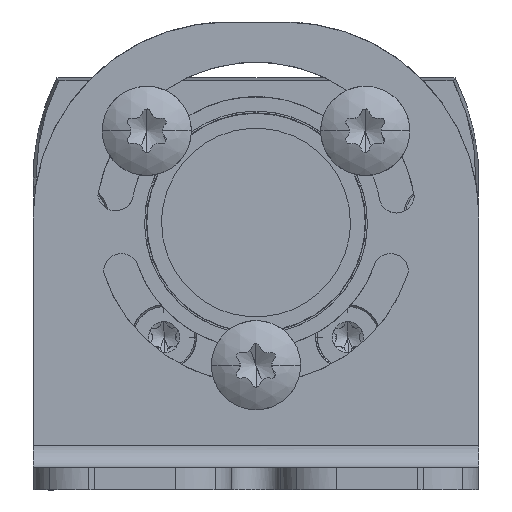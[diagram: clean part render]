
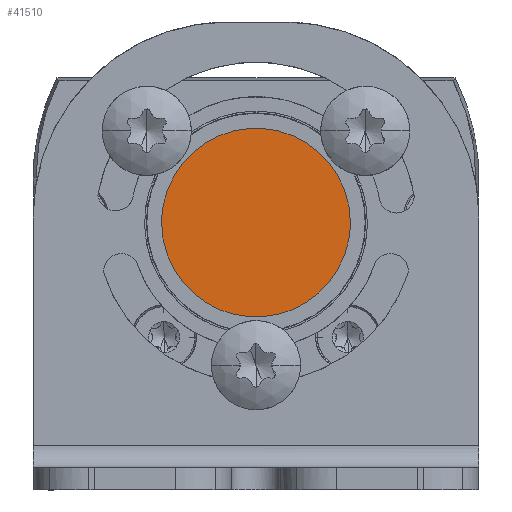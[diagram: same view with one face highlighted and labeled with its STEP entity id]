
A CAD part, front view. The second image highlights one B-rep face of the part: STEP entity #41510.
In plain terms, the highlighted planar face has unit normal (0, -1, 0).
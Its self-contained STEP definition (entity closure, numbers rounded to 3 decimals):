
#41504=AXIS2_PLACEMENT_3D('Plane Axis2P3D',#41501,#41502,#41503) ;
#39876=CARTESIAN_POINT('Control Point',(28.471,23.,24.)) ;
#39877=CARTESIAN_POINT('Control Point',(28.471,23.,24.855)) ;
#39878=CARTESIAN_POINT('Control Point',(28.363,23.,25.711)) ;
#39879=CARTESIAN_POINT('Control Point',(28.147,23.,26.548)) ;
#39880=CARTESIAN_POINT('Control Point',(27.508,23.,28.15)) ;
#39881=CARTESIAN_POINT('Control Point',(26.492,23.,29.542)) ;
#39882=CARTESIAN_POINT('Control Point',(25.897,23.,30.171)) ;
#39883=CARTESIAN_POINT('Control Point',(24.564,23.,31.263)) ;
#39884=CARTESIAN_POINT('Control Point',(23.,23.,31.99)) ;
#39885=CARTESIAN_POINT('Control Point',(22.176,23.,32.252)) ;
#39886=CARTESIAN_POINT('Control Point',(20.48,23.,32.563)) ;
#39887=CARTESIAN_POINT('Control Point',(18.76,23.,32.443)) ;
#39888=CARTESIAN_POINT('Control Point',(17.912,23.,32.274)) ;
#39889=CARTESIAN_POINT('Control Point',(16.277,23.,31.725)) ;
#39890=CARTESIAN_POINT('Control Point',(14.83,23.,30.788)) ;
#39891=CARTESIAN_POINT('Control Point',(14.17,23.,30.229)) ;
#39892=CARTESIAN_POINT('Control Point',(13.004,23.,28.958)) ;
#39893=CARTESIAN_POINT('Control Point',(12.192,23.,27.438)) ;
#39894=CARTESIAN_POINT('Control Point',(11.884,23.,26.629)) ;
#39895=CARTESIAN_POINT('Control Point',(11.637,23.,25.607)) ;
#39896=CARTESIAN_POINT('Control Point',(11.55,23.,24.566)) ;
#39897=CARTESIAN_POINT('Control Point',(11.539,23.,24.377)) ;
#39898=CARTESIAN_POINT('Control Point',(11.534,23.,24.189)) ;
#39899=CARTESIAN_POINT('Control Point',(11.534,23.,24.)) ;
#39900=CARTESIAN_POINT('Vertex',(28.471,23.,24.)) ;
#39902=CARTESIAN_POINT('Vertex',(11.534,23.,24.)) ;
#39906=CARTESIAN_POINT('Control Point',(11.534,23.,24.)) ;
#39907=CARTESIAN_POINT('Control Point',(11.534,23.,23.145)) ;
#39908=CARTESIAN_POINT('Control Point',(11.642,23.,22.289)) ;
#39909=CARTESIAN_POINT('Control Point',(11.858,23.,21.452)) ;
#39910=CARTESIAN_POINT('Control Point',(12.497,23.,19.85)) ;
#39911=CARTESIAN_POINT('Control Point',(13.513,23.,18.458)) ;
#39912=CARTESIAN_POINT('Control Point',(14.108,23.,17.829)) ;
#39913=CARTESIAN_POINT('Control Point',(15.441,23.,16.737)) ;
#39914=CARTESIAN_POINT('Control Point',(17.005,23.,16.01)) ;
#39915=CARTESIAN_POINT('Control Point',(17.829,23.,15.748)) ;
#39916=CARTESIAN_POINT('Control Point',(19.525,23.,15.437)) ;
#39917=CARTESIAN_POINT('Control Point',(21.245,23.,15.557)) ;
#39918=CARTESIAN_POINT('Control Point',(22.093,23.,15.726)) ;
#39919=CARTESIAN_POINT('Control Point',(23.728,23.,16.275)) ;
#39920=CARTESIAN_POINT('Control Point',(25.175,23.,17.212)) ;
#39921=CARTESIAN_POINT('Control Point',(25.835,23.,17.771)) ;
#39922=CARTESIAN_POINT('Control Point',(27.001,23.,19.042)) ;
#39923=CARTESIAN_POINT('Control Point',(27.813,23.,20.562)) ;
#39924=CARTESIAN_POINT('Control Point',(28.121,23.,21.371)) ;
#39925=CARTESIAN_POINT('Control Point',(28.368,23.,22.393)) ;
#39926=CARTESIAN_POINT('Control Point',(28.455,23.,23.434)) ;
#39927=CARTESIAN_POINT('Control Point',(28.466,23.,23.623)) ;
#39928=CARTESIAN_POINT('Control Point',(28.471,23.,23.811)) ;
#39929=CARTESIAN_POINT('Control Point',(28.471,23.,24.)) ;
#41501=CARTESIAN_POINT('Axis2P3D Location',(20.003,23.,24.)) ;
#41502=DIRECTION('Axis2P3D Direction',(0.,1.,0.)) ;
#41503=DIRECTION('Axis2P3D XDirection',(1.,0.,0.)) ;
#41507=ORIENTED_EDGE('',*,*,#39930,.T.) ;
#41508=ORIENTED_EDGE('',*,*,#39904,.T.) ;
#41510=ADVANCED_FACE('Hauptk\X2\00F6\X0\rper',(#41509),#41505,.F.) ;
#39875=B_SPLINE_CURVE_WITH_KNOTS('',5,(#39876,#39877,#39878,#39879,#39880,#39881,#39882,#39883,#39884,#39885,#39886,#39887,#39888,#39889,#39890,#39891,#39892,#39893,#39894,#39895,#39896,#39897,#39898,#39899),.UNSPECIFIED.,.F.,.U.,(6,3,3,3,3,3,3,6),(0.,6.048,12.097,18.145,24.194,30.242,36.291,37.624),.UNSPECIFIED.) ;
#39905=B_SPLINE_CURVE_WITH_KNOTS('',5,(#39906,#39907,#39908,#39909,#39910,#39911,#39912,#39913,#39914,#39915,#39916,#39917,#39918,#39919,#39920,#39921,#39922,#39923,#39924,#39925,#39926,#39927,#39928,#39929),.UNSPECIFIED.,.F.,.U.,(6,3,3,3,3,3,3,6),(0.,6.048,12.097,18.145,24.194,30.242,36.291,37.624),.UNSPECIFIED.) ;
#39904=EDGE_CURVE('',#39901,#39903,#39875,.T.) ;
#39930=EDGE_CURVE('',#39903,#39901,#39905,.T.) ;
#41506=EDGE_LOOP('',(#41507,#41508)) ;
#41509=FACE_OUTER_BOUND('',#41506,.T.) ;
#41505=PLANE('',#41504) ;
#39901=VERTEX_POINT('',#39900) ;
#39903=VERTEX_POINT('',#39902) ;
